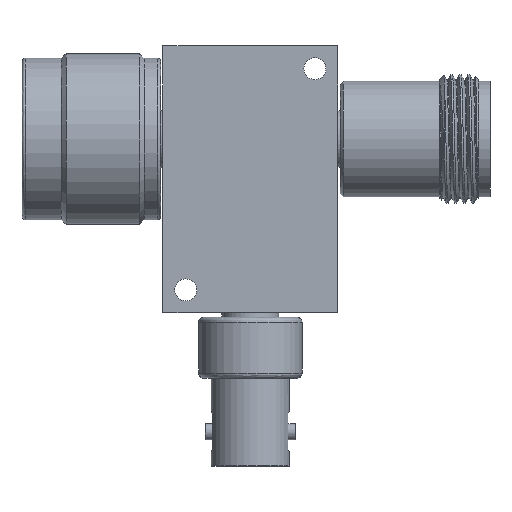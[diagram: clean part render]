
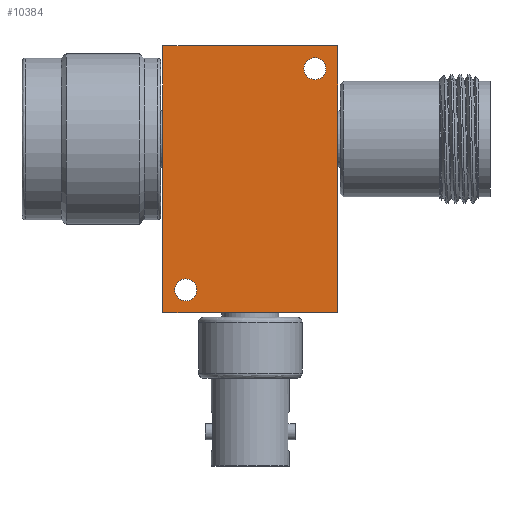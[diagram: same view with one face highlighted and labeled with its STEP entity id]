
A CAD part, front view. The second image highlights one B-rep face of the part: STEP entity #10384.
In plain terms, the highlighted planar face has unit normal (0, -1, 0).
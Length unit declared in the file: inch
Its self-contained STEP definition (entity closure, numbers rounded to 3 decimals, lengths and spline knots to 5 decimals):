
#546 = VECTOR ( 'NONE', #1104, 39.37008 ) ;
#604 = DIRECTION ( 'NONE',  ( 0., 0., 1. ) ) ;
#712 = CARTESIAN_POINT ( 'NONE',  ( -0.4225, 0., 0.645 ) ) ;
#1104 = DIRECTION ( 'NONE',  ( 0., 0., -1. ) ) ;
#1308 = CARTESIAN_POINT ( 'NONE',  ( 0.3125, 0., 0.48175 ) ) ;
#1311 = EDGE_CURVE ( 'NONE', #1727, #6736, #9632, .T. ) ;
#1464 = DIRECTION ( 'NONE',  ( 0., 1., 0. ) ) ;
#1727 = VERTEX_POINT ( 'NONE', #3063 ) ;
#1836 = CARTESIAN_POINT ( 'NONE',  ( -0.3125, 0., -0.535 ) ) ;
#1894 = DIRECTION ( 'NONE',  ( 1., 0., 0. ) ) ;
#1992 = ORIENTED_EDGE ( 'NONE', *, *, #9514, .F. ) ;
#1999 = VECTOR ( 'NONE', #3943, 39.37008 ) ;
#2000 = VERTEX_POINT ( 'NONE', #712 ) ;
#2293 = EDGE_CURVE ( 'NONE', #8876, #6536, #5874, .T. ) ;
#2671 = AXIS2_PLACEMENT_3D ( 'NONE', #5667, #4691, #604 ) ;
#2801 = EDGE_LOOP ( 'NONE', ( #8222, #1992 ) ) ;
#2874 = CIRCLE ( 'NONE', #2671, 0.05325 ) ;
#3013 = EDGE_CURVE ( 'NONE', #6536, #12605, #8914, .T. ) ;
#3063 = CARTESIAN_POINT ( 'NONE',  ( -0.3125, 0., -0.48175 ) ) ;
#3064 = CARTESIAN_POINT ( 'NONE',  ( -0.4225, 0., 0.645 ) ) ;
#3071 = EDGE_CURVE ( 'NONE', #2000, #8876, #9924, .T. ) ;
#3095 = AXIS2_PLACEMENT_3D ( 'NONE', #10320, #1464, #7312 ) ;
#3346 = PLANE ( 'NONE',  #3095 ) ;
#3492 = EDGE_CURVE ( 'NONE', #2000, #12605, #11734, .T. ) ;
#3614 = VERTEX_POINT ( 'NONE', #1308 ) ;
#3943 = DIRECTION ( 'NONE',  ( -1., 0., 0. ) ) ;
#4004 = AXIS2_PLACEMENT_3D ( 'NONE', #1836, #11029, #12788 ) ;
#4044 = CARTESIAN_POINT ( 'NONE',  ( 0., 0., 0.645 ) ) ;
#4246 = DIRECTION ( 'NONE',  ( 0., -1., 0. ) ) ;
#4333 = FACE_BOUND ( 'NONE', #2801, .T. ) ;
#4539 = AXIS2_PLACEMENT_3D ( 'NONE', #10108, #4246, #9197 ) ;
#4691 = DIRECTION ( 'NONE',  ( 0., -1., 0. ) ) ;
#4897 = CIRCLE ( 'NONE', #8242, 0.05325 ) ;
#5300 = FACE_OUTER_BOUND ( 'NONE', #11234, .T. ) ;
#5326 = VECTOR ( 'NONE', #7947, 39.37008 ) ;
#5507 = CARTESIAN_POINT ( 'NONE',  ( 0.4225, 0., 0.645 ) ) ;
#5667 = CARTESIAN_POINT ( 'NONE',  ( 0.3125, 0., 0.535 ) ) ;
#5714 = CARTESIAN_POINT ( 'NONE',  ( 0.4225, 0., -0.645 ) ) ;
#5773 = ORIENTED_EDGE ( 'NONE', *, *, #2293, .F. ) ;
#5874 = LINE ( 'NONE', #12177, #546 ) ;
#6536 = VERTEX_POINT ( 'NONE', #5714 ) ;
#6736 = VERTEX_POINT ( 'NONE', #8754 ) ;
#6744 = ORIENTED_EDGE ( 'NONE', *, *, #3071, .F. ) ;
#7312 = DIRECTION ( 'NONE',  ( 0., 0., 1. ) ) ;
#7324 = ORIENTED_EDGE ( 'NONE', *, *, #3492, .T. ) ;
#7423 = VECTOR ( 'NONE', #1894, 39.37008 ) ;
#7437 = EDGE_CURVE ( 'NONE', #6736, #1727, #4897, .T. ) ;
#7574 = CARTESIAN_POINT ( 'NONE',  ( -0.4225, 0., -0.645 ) ) ;
#7589 = ORIENTED_EDGE ( 'NONE', *, *, #3013, .F. ) ;
#7947 = DIRECTION ( 'NONE',  ( 0., 0., -1. ) ) ;
#8160 = CARTESIAN_POINT ( 'NONE',  ( 0.3125, 0., 0.58825 ) ) ;
#8222 = ORIENTED_EDGE ( 'NONE', *, *, #9818, .F. ) ;
#8242 = AXIS2_PLACEMENT_3D ( 'NONE', #11454, #11332, #12438 ) ;
#8601 = CARTESIAN_POINT ( 'NONE',  ( 0., 0., -0.645 ) ) ;
#8754 = CARTESIAN_POINT ( 'NONE',  ( -0.3125, 0., -0.58825 ) ) ;
#8876 = VERTEX_POINT ( 'NONE', #5507 ) ;
#8914 = LINE ( 'NONE', #8601, #1999 ) ;
#9197 = DIRECTION ( 'NONE',  ( 0., 0., 1. ) ) ;
#9514 = EDGE_CURVE ( 'NONE', #3614, #11823, #9728, .T. ) ;
#9632 = CIRCLE ( 'NONE', #4004, 0.05325 ) ;
#9728 = CIRCLE ( 'NONE', #4539, 0.05325 ) ;
#9761 = ORIENTED_EDGE ( 'NONE', *, *, #7437, .F. ) ;
#9818 = EDGE_CURVE ( 'NONE', #11823, #3614, #2874, .T. ) ;
#9924 = LINE ( 'NONE', #4044, #7423 ) ;
#10108 = CARTESIAN_POINT ( 'NONE',  ( 0.3125, 0., 0.535 ) ) ;
#10320 = CARTESIAN_POINT ( 'NONE',  ( 0., 0., 0. ) ) ;
#10384 = ADVANCED_FACE ( 'NONE', ( #5300, #4333, #12281 ), #3346, .F. ) ;
#11029 = DIRECTION ( 'NONE',  ( 0., -1., 0. ) ) ;
#11234 = EDGE_LOOP ( 'NONE', ( #7589, #5773, #6744, #7324 ) ) ;
#11332 = DIRECTION ( 'NONE',  ( 0., -1., 0. ) ) ;
#11454 = CARTESIAN_POINT ( 'NONE',  ( -0.3125, 0., -0.535 ) ) ;
#11717 = ORIENTED_EDGE ( 'NONE', *, *, #1311, .F. ) ;
#11734 = LINE ( 'NONE', #3064, #5326 ) ;
#11823 = VERTEX_POINT ( 'NONE', #8160 ) ;
#12177 = CARTESIAN_POINT ( 'NONE',  ( 0.4225, 0., 0. ) ) ;
#12281 = FACE_BOUND ( 'NONE', #12611, .T. ) ;
#12438 = DIRECTION ( 'NONE',  ( 0., 0., 1. ) ) ;
#12605 = VERTEX_POINT ( 'NONE', #7574 ) ;
#12611 = EDGE_LOOP ( 'NONE', ( #11717, #9761 ) ) ;
#12788 = DIRECTION ( 'NONE',  ( 0., 0., 1. ) ) ;
